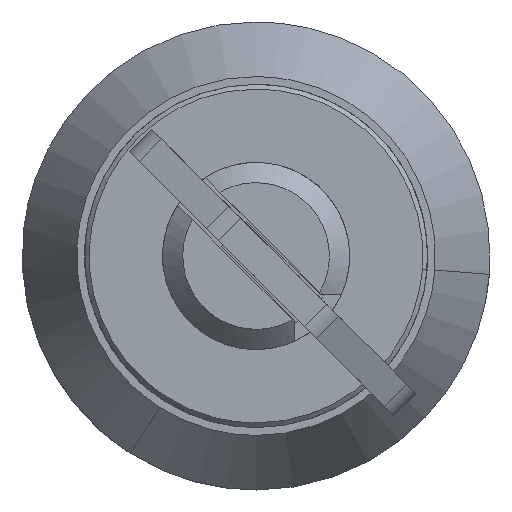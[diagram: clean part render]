
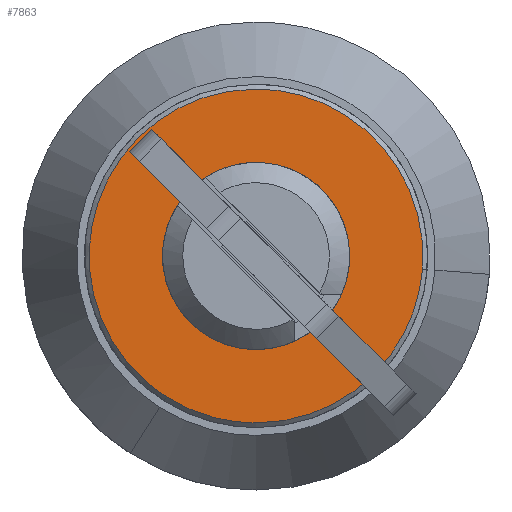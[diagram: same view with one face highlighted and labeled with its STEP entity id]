
A CAD part, front view. The second image highlights one B-rep face of the part: STEP entity #7863.
In plain terms, the highlighted free-form (B-spline) face has degree [1, 1] with [2, 2] control points.
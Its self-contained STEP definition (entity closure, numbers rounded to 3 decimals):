
#6525=CARTESIAN_POINT('',(-7.3,4.736,3.683));
#6526=VERTEX_POINT('',#6525);
#6527=CARTESIAN_POINT('',(-7.3,6.,0.));
#6528=VERTEX_POINT('',#6527);
#6529=CARTESIAN_POINT('',(-7.3,4.736,3.683));
#6530=CARTESIAN_POINT('',(-7.3,6.,2.058));
#6531=CARTESIAN_POINT('',(-7.3,6.,0.));
#6539=(BOUNDED_CURVE()B_SPLINE_CURVE(2,(#6529,#6530,#6531),.UNSPECIFIED.,.F.,.U.)B_SPLINE_CURVE_WITH_KNOTS((3,3),(0.394,0.5),.UNSPECIFIED.)CURVE()GEOMETRIC_REPRESENTATION_ITEM()RATIONAL_B_SPLINE_CURVE((0.857,0.876,1.0))REPRESENTATION_ITEM(''));
#6540=EDGE_CURVE('',#6526,#6528,#6539,.T.);
#6542=CARTESIAN_POINT('',(-7.3,-6.,0.));
#6543=VERTEX_POINT('',#6542);
#6544=CARTESIAN_POINT('',(-7.3,6.,0.));
#6545=CARTESIAN_POINT('',(-7.3,6.,-6.));
#6546=CARTESIAN_POINT('',(-7.3,0.,-6.));
#6547=CARTESIAN_POINT('',(-7.3,-6.,-6.));
#6548=CARTESIAN_POINT('',(-7.3,-6.,0.));
#6556=(BOUNDED_CURVE()B_SPLINE_CURVE(2,(#6544,#6545,#6546,#6547,#6548),.UNSPECIFIED.,.F.,.U.)B_SPLINE_CURVE_WITH_KNOTS((3,2,3),(0.5,0.75,1.0),.UNSPECIFIED.)CURVE()GEOMETRIC_REPRESENTATION_ITEM()RATIONAL_B_SPLINE_CURVE((1.0,0.707,1.0,0.707,1.0))REPRESENTATION_ITEM(''));
#6557=EDGE_CURVE('',#6528,#6543,#6556,.T.);
#6559=CARTESIAN_POINT('',(-7.3,-4.205,4.28));
#6560=VERTEX_POINT('',#6559);
#6561=CARTESIAN_POINT('',(-7.3,-6.,0.));
#6562=CARTESIAN_POINT('',(-7.3,-6.,2.516));
#6563=CARTESIAN_POINT('',(-7.3,-4.205,4.28));
#6571=(BOUNDED_CURVE()B_SPLINE_CURVE(2,(#6561,#6562,#6563),.UNSPECIFIED.,.F.,.U.)B_SPLINE_CURVE_WITH_KNOTS((3,3),(0.0,0.126),.UNSPECIFIED.)CURVE()GEOMETRIC_REPRESENTATION_ITEM()RATIONAL_B_SPLINE_CURVE((1.0,0.852,0.854))REPRESENTATION_ITEM(''));
#6572=EDGE_CURVE('',#6543,#6560,#6571,.T.);
#6645=CARTESIAN_POINT('',(-7.3,-4.205,4.28));
#6646=CARTESIAN_POINT('',(-7.3,-2.455,6.));
#6647=CARTESIAN_POINT('',(-7.3,0.,6.));
#6648=CARTESIAN_POINT('',(-7.3,2.935,6.));
#6649=CARTESIAN_POINT('',(-7.3,4.736,3.683));
#6657=(BOUNDED_CURVE()B_SPLINE_CURVE(2,(#6645,#6646,#6647,#6648,#6649),.UNSPECIFIED.,.F.,.U.)B_SPLINE_CURVE_WITH_KNOTS((3,2,3),(0.126,0.25,0.394),.UNSPECIFIED.)CURVE()GEOMETRIC_REPRESENTATION_ITEM()RATIONAL_B_SPLINE_CURVE((0.854,0.855,1.0,0.832,0.857))REPRESENTATION_ITEM(''));
#6658=EDGE_CURVE('',#6560,#6526,#6657,.T.);
#6734=CARTESIAN_POINT('',(-7.3,5.755,-9.021));
#6735=VERTEX_POINT('',#6734);
#6741=CARTESIAN_POINT('',(-7.3,0.0,10.7));
#6742=VERTEX_POINT('',#6741);
#6743=CARTESIAN_POINT('',(-7.3,0.0,10.7));
#6744=CARTESIAN_POINT('',(-7.3,10.7,10.7));
#6745=CARTESIAN_POINT('',(-7.3,10.7,0.));
#6746=CARTESIAN_POINT('',(-7.3,10.7,-5.866));
#6747=CARTESIAN_POINT('',(-7.3,5.755,-9.021));
#6755=(BOUNDED_CURVE()B_SPLINE_CURVE(2,(#6743,#6744,#6745,#6746,#6747),.UNSPECIFIED.,.F.,.U.)B_SPLINE_CURVE_WITH_KNOTS((3,2,3),(0.0,0.25,0.408),.UNSPECIFIED.)CURVE()GEOMETRIC_REPRESENTATION_ITEM()RATIONAL_B_SPLINE_CURVE((1.0,0.707,1.0,0.815,0.864))REPRESENTATION_ITEM(''));
#6756=EDGE_CURVE('',#6742,#6735,#6755,.T.);
#6758=CARTESIAN_POINT('',(-7.3,-10.667,-0.84));
#6759=VERTEX_POINT('',#6758);
#6760=CARTESIAN_POINT('',(-7.3,-10.667,-0.84));
#6761=CARTESIAN_POINT('',(-7.3,-10.7,-0.42));
#6762=CARTESIAN_POINT('',(-7.3,-10.7,0.));
#6763=CARTESIAN_POINT('',(-7.3,-10.7,10.7));
#6764=CARTESIAN_POINT('',(-7.3,0.0,10.7));
#6772=(BOUNDED_CURVE()B_SPLINE_CURVE(2,(#6760,#6761,#6762,#6763,#6764),.UNSPECIFIED.,.F.,.U.)B_SPLINE_CURVE_WITH_KNOTS((3,2,3),(0.736,0.75,1.0),.UNSPECIFIED.)CURVE()GEOMETRIC_REPRESENTATION_ITEM()RATIONAL_B_SPLINE_CURVE((0.97,0.984,1.0,0.707,1.0))REPRESENTATION_ITEM(''));
#6773=EDGE_CURVE('',#6759,#6742,#6772,.T.);
#6877=CARTESIAN_POINT('',(-7.3,0.0,-10.7));
#6878=VERTEX_POINT('',#6877);
#6879=CARTESIAN_POINT('',(-7.3,0.0,-10.7));
#6880=CARTESIAN_POINT('',(-7.3,-9.891,-10.7));
#6881=CARTESIAN_POINT('',(-7.3,-10.667,-0.84));
#6889=(BOUNDED_CURVE()B_SPLINE_CURVE(2,(#6879,#6880,#6881),.UNSPECIFIED.,.F.,.U.)B_SPLINE_CURVE_WITH_KNOTS((3,3),(0.5,0.736),.UNSPECIFIED.)CURVE()GEOMETRIC_REPRESENTATION_ITEM()RATIONAL_B_SPLINE_CURVE((1.0,0.723,0.97))REPRESENTATION_ITEM(''));
#6890=EDGE_CURVE('',#6878,#6759,#6889,.T.);
#6892=CARTESIAN_POINT('',(-7.3,5.755,-9.021));
#6893=CARTESIAN_POINT('',(-7.3,3.123,-10.7));
#6894=CARTESIAN_POINT('',(-7.3,0.0,-10.7));
#6902=(BOUNDED_CURVE()B_SPLINE_CURVE(2,(#6892,#6893,#6894),.UNSPECIFIED.,.F.,.U.)B_SPLINE_CURVE_WITH_KNOTS((3,3),(0.408,0.5),.UNSPECIFIED.)CURVE()GEOMETRIC_REPRESENTATION_ITEM()RATIONAL_B_SPLINE_CURVE((0.864,0.892,1.0))REPRESENTATION_ITEM(''));
#6903=EDGE_CURVE('',#6735,#6878,#6902,.T.);
#7846=CARTESIAN_POINT('',(-7.3,-11.766,11.769));
#7847=CARTESIAN_POINT('',(-7.3,-11.766,-11.769));
#7848=CARTESIAN_POINT('',(-7.3,11.765,11.769));
#7849=CARTESIAN_POINT('',(-7.3,11.765,-11.769));
#7850=B_SPLINE_SURFACE_WITH_KNOTS('',1,1,((#7846,#7848),(#7847,#7849)),.UNSPECIFIED.,.F.,.F.,.U.,(2,2),(2,2),(0.0,23.538),(0.0,23.53),.UNSPECIFIED.);
#7851=ORIENTED_EDGE('',*,*,#6756,.T.);
#7852=ORIENTED_EDGE('',*,*,#6903,.T.);
#7853=ORIENTED_EDGE('',*,*,#6890,.T.);
#7854=ORIENTED_EDGE('',*,*,#6773,.T.);
#7855=EDGE_LOOP('',(#7851,#7852,#7853,#7854));
#7856=FACE_OUTER_BOUND('',#7855,.T.);
#7857=ORIENTED_EDGE('',*,*,#6557,.F.);
#7858=ORIENTED_EDGE('',*,*,#6540,.F.);
#7859=ORIENTED_EDGE('',*,*,#6658,.F.);
#7860=ORIENTED_EDGE('',*,*,#6572,.F.);
#7861=EDGE_LOOP('',(#7857,#7858,#7859,#7860));
#7862=FACE_BOUND('',#7861,.T.);
#7863=ADVANCED_FACE('',(#7856,#7862),#7850,.F.);
